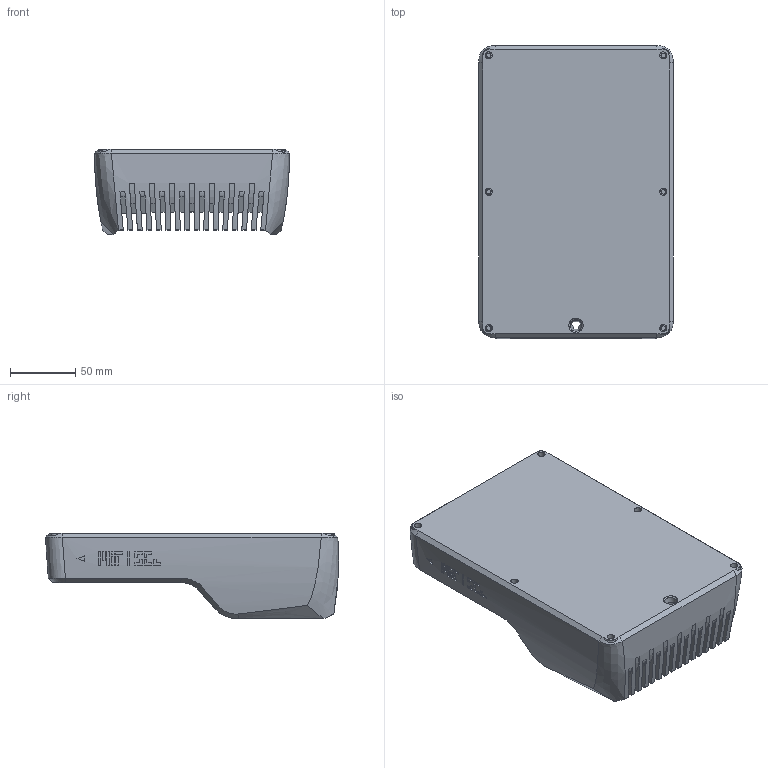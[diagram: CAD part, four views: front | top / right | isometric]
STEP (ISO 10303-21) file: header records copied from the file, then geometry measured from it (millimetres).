
FILE_DESCRIPTION(/* description */ (''),/* implementation_level */ '2;1');
FILE_NAME(/* name */ 'MP-01 top',/* time_stamp */ '2025-01-14T18:56:51-08:00',/* author */ (''),/* organization */ (''),/* preprocessor_version */ 'ST-DEVELOPER v16.5',/* originating_system */ 'Rhino 7.37',/* authorisation */ '');
FILE_SCHEMA (('CONFIG_CONTROL_DESIGN'));
Length unit declared in the file: millimetre
Products named in the file (1): Document
Bounding box: 149.51 x 225.09 x 65.59 mm (x, y, z)
Volume: 474540.5 mm3; surface area: 144007.2 mm2
Topology: 1 solids, 1 shells, 532 faces, 1369 edges, 893 vertices
Faces by surface type: plane 342, cylinder 112, bspline 78
Full cylindrical faces by diameter (mm): 3.5 x11, 3.8 x5, 5.2 x4, 5.5 x9, 9 x2, 10 x4
Entity records: 28728 total; most frequent: CARTESIAN_POINT 19605, ORIENTED_EDGE 2742, EDGE_CURVE 1371, B_SPLINE_CURVE_WITH_KNOTS 897, VERTEX_POINT 894, EDGE_LOOP 594, ADVANCED_FACE 532, FACE_OUTER_BOUND 532
